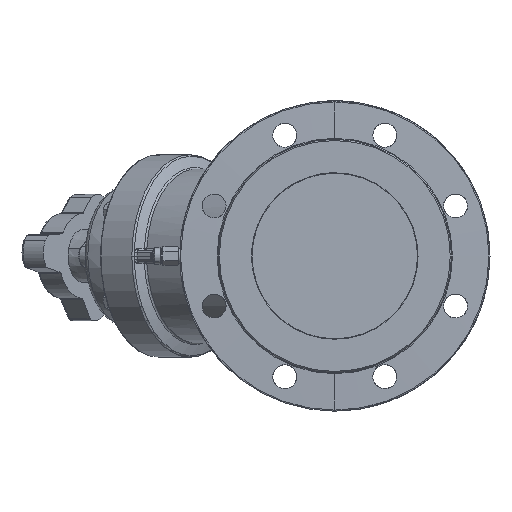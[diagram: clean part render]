
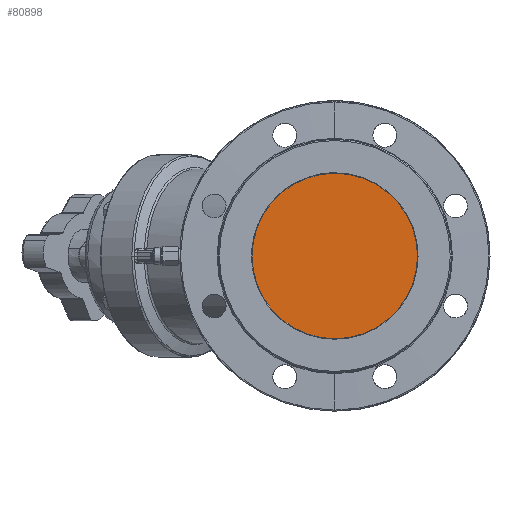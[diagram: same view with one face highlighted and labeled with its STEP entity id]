
A CAD part, left-side view. The second image highlights one B-rep face of the part: STEP entity #80898.
In plain terms, the highlighted planar face has unit normal (-1, 0, 0).
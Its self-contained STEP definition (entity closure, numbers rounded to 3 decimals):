
#2751=CARTESIAN_POINT('Axis2P3D Location',(-109.149,0.,0.)) ;
#2755=CARTESIAN_POINT('Vertex',(-109.149,0.,75.952)) ;
#2757=CARTESIAN_POINT('Vertex',(-109.149,0.,-75.952)) ;
#64187=CARTESIAN_POINT('Axis2P3D Location',(-109.149,0.,0.)) ;
#80889=CARTESIAN_POINT('Axis2P3D Location',(-109.149,0.,0.)) ;
#2752=DIRECTION('Axis2P3D Direction',(-1.,0.,0.)) ;
#64188=DIRECTION('Axis2P3D Direction',(-1.,0.,0.)) ;
#80890=DIRECTION('Axis2P3D Direction',(-1.,0.,0.)) ;
#80891=DIRECTION('Axis2P3D XDirection',(0.,0.,1.)) ;
#2753=AXIS2_PLACEMENT_3D('Circle Axis2P3D',#2751,#2752,$) ;
#64189=AXIS2_PLACEMENT_3D('Circle Axis2P3D',#64187,#64188,$) ;
#80892=AXIS2_PLACEMENT_3D('Plane Axis2P3D',#80889,#80890,#80891) ;
#2754=CIRCLE('generated circle',#2753,75.952) ;
#64190=CIRCLE('generated circle',#64189,75.952) ;
#80893=PLANE('',#80892) ;
#2759=EDGE_CURVE('',#2756,#2758,#2754,.F.) ;
#64191=EDGE_CURVE('',#2758,#2756,#64190,.F.) ;
#80895=ORIENTED_EDGE('',*,*,#2759,.F.) ;
#80896=ORIENTED_EDGE('',*,*,#64191,.F.) ;
#80894=EDGE_LOOP('',(#80895,#80896)) ;
#2756=VERTEX_POINT('',#2755) ;
#2758=VERTEX_POINT('',#2757) ;
#80898=ADVANCED_FACE('NONE',(#80897),#80893,.T.) ;
#80897=FACE_OUTER_BOUND('',#80894,.T.) ;
